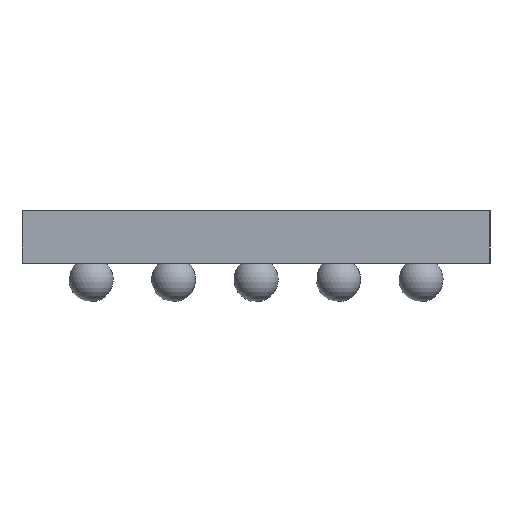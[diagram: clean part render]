
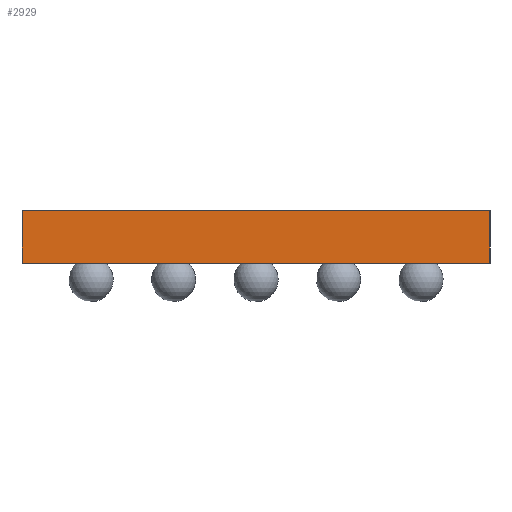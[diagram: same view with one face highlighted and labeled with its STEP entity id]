
A CAD part, left-side view. The second image highlights one B-rep face of the part: STEP entity #2929.
In plain terms, the highlighted planar face has unit normal (-1, 0, 0).
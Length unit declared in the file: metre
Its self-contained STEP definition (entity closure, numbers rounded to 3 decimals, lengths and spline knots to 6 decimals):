
#162=LINE('',#5526,#387);
#182=LINE('',#5610,#407);
#183=LINE('',#5612,#408);
#184=LINE('',#5614,#409);
#387=VECTOR('',#4580,1.);
#407=VECTOR('',#4640,1.);
#408=VECTOR('',#4643,1.);
#409=VECTOR('',#4644,1.);
#689=ORIENTED_EDGE('',*,*,#1498,.T.);
#690=ORIENTED_EDGE('',*,*,#1499,.F.);
#691=ORIENTED_EDGE('',*,*,#1457,.F.);
#692=ORIENTED_EDGE('',*,*,#1497,.T.);
#1457=EDGE_CURVE('',#1863,#1864,#162,.T.);
#1497=EDGE_CURVE('',#1863,#1901,#182,.T.);
#1498=EDGE_CURVE('',#1901,#1902,#183,.T.);
#1499=EDGE_CURVE('',#1864,#1902,#184,.T.);
#1863=VERTEX_POINT('',#5525);
#1864=VERTEX_POINT('',#5527);
#1901=VERTEX_POINT('',#5609);
#1902=VERTEX_POINT('',#5613);
#2263=EDGE_LOOP('',(#689,#690,#691,#692));
#2482=FACE_BOUND('',#2263,.T.);
#2693=PLANE('',#4197);
#2929=ADVANCED_FACE('',(#2482),#2693,.F.);
#4197=AXIS2_PLACEMENT_3D('',#5611,#4641,#4642);
#4580=DIRECTION('',(0.,-1.,0.));
#4640=DIRECTION('',(0.,0.,-1.));
#4641=DIRECTION('',(1.,0.,0.));
#4642=DIRECTION('',(0.,0.,-1.));
#4643=DIRECTION('',(0.,-1.,0.));
#4644=DIRECTION('',(0.,0.,-1.));
#5525=CARTESIAN_POINT('',(-0.001539,0.001189,0.000464));
#5526=CARTESIAN_POINT('',(-0.001539,0.,0.000464));
#5527=CARTESIAN_POINT('',(-0.001539,-0.001189,0.000464));
#5609=CARTESIAN_POINT('',(-0.001539,0.001189,0.000195));
#5610=CARTESIAN_POINT('',(-0.001539,0.001189,0.000464));
#5611=CARTESIAN_POINT('',(-0.001539,0.,0.000464));
#5612=CARTESIAN_POINT('',(-0.001539,0.,0.000195));
#5613=CARTESIAN_POINT('',(-0.001539,-0.001189,0.000195));
#5614=CARTESIAN_POINT('',(-0.001539,-0.001189,0.000464));
